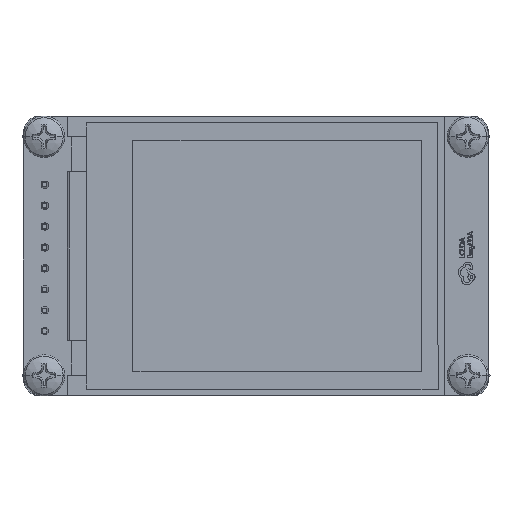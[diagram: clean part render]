
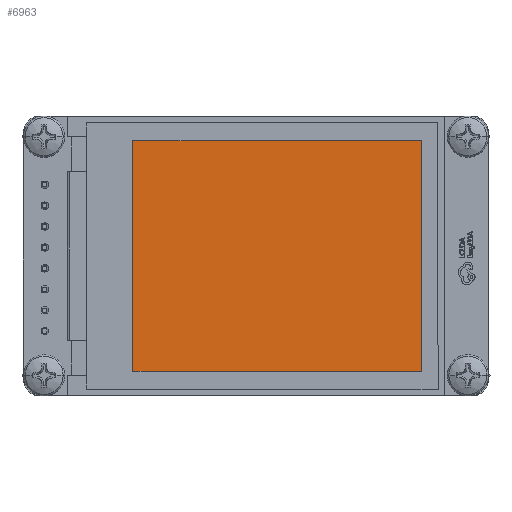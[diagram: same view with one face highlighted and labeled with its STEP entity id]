
A CAD part, top view. The second image highlights one B-rep face of the part: STEP entity #6963.
In plain terms, the highlighted planar face has unit normal (0, 0, 1).
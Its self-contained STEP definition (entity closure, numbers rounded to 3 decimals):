
#554 = ORIENTED_EDGE ( 'NONE', *, *, #69855, .F. ) ;
#2850 = DIRECTION ( 'NONE',  ( 1., 0., 0. ) ) ;
#4754 = VECTOR ( 'NONE', #27411, 1000. ) ;
#6963 = ADVANCED_FACE ( 'NONE', ( #32270 ), #56189, .T. ) ;
#10668 = ORIENTED_EDGE ( 'NONE', *, *, #16936, .T. ) ;
#12958 = DIRECTION ( 'NONE',  ( 0., -1., 0. ) ) ;
#16936 = EDGE_CURVE ( 'NONE', #61018, #31923, #69411, .T. ) ;
#18727 = EDGE_CURVE ( 'NONE', #76729, #35819, #41378, .T. ) ;
#26132 = VECTOR ( 'NONE', #2850, 1000. ) ;
#27411 = DIRECTION ( 'NONE',  ( 1., 0., 0. ) ) ;
#27533 = CARTESIAN_POINT ( 'NONE',  ( -14.95, 14.007, 10.35 ) ) ;
#28166 = ORIENTED_EDGE ( 'NONE', *, *, #35435, .T. ) ;
#31923 = VERTEX_POINT ( 'NONE', #44313 ) ;
#32270 = FACE_OUTER_BOUND ( 'NONE', #77062, .T. ) ;
#33868 = CARTESIAN_POINT ( 'NONE',  ( 2.572, -0.004, 10.35 ) ) ;
#35435 = EDGE_CURVE ( 'NONE', #76729, #61018, #51861, .T. ) ;
#35819 = VERTEX_POINT ( 'NONE', #43860 ) ;
#41378 = LINE ( 'NONE', #57716, #4754 ) ;
#43860 = CARTESIAN_POINT ( 'NONE',  ( 20.09, 14.014, 10.35 ) ) ;
#44083 = CARTESIAN_POINT ( 'NONE',  ( 20.09, 14.014, 10.35 ) ) ;
#44313 = CARTESIAN_POINT ( 'NONE',  ( 20.095, -14.016, 10.35 ) ) ;
#51861 = LINE ( 'NONE', #27533, #63528 ) ;
#56189 = PLANE ( 'NONE',  #69205 ) ;
#57064 = DIRECTION ( 'NONE',  ( 0., -1., 0. ) ) ;
#57465 = CARTESIAN_POINT ( 'NONE',  ( -14.945, -14.023, 10.35 ) ) ;
#57716 = CARTESIAN_POINT ( 'NONE',  ( -14.95, 14.007, 10.35 ) ) ;
#60176 = VECTOR ( 'NONE', #12958, 1000. ) ;
#61018 = VERTEX_POINT ( 'NONE', #61368 ) ;
#61368 = CARTESIAN_POINT ( 'NONE',  ( -14.945, -14.023, 10.35 ) ) ;
#62950 = DIRECTION ( 'NONE',  ( 0., 0., 1. ) ) ;
#63528 = VECTOR ( 'NONE', #57064, 1000. ) ;
#64127 = DIRECTION ( 'NONE',  ( 0., -1., 0. ) ) ;
#65532 = CARTESIAN_POINT ( 'NONE',  ( -14.95, 14.007, 10.35 ) ) ;
#67596 = LINE ( 'NONE', #44083, #60176 ) ;
#69205 = AXIS2_PLACEMENT_3D ( 'NONE', #33868, #62950, #64127 ) ;
#69411 = LINE ( 'NONE', #57465, #26132 ) ;
#69855 = EDGE_CURVE ( 'NONE', #35819, #31923, #67596, .T. ) ;
#73001 = ORIENTED_EDGE ( 'NONE', *, *, #18727, .F. ) ;
#76729 = VERTEX_POINT ( 'NONE', #65532 ) ;
#77062 = EDGE_LOOP ( 'NONE', ( #73001, #28166, #10668, #554 ) ) ;
